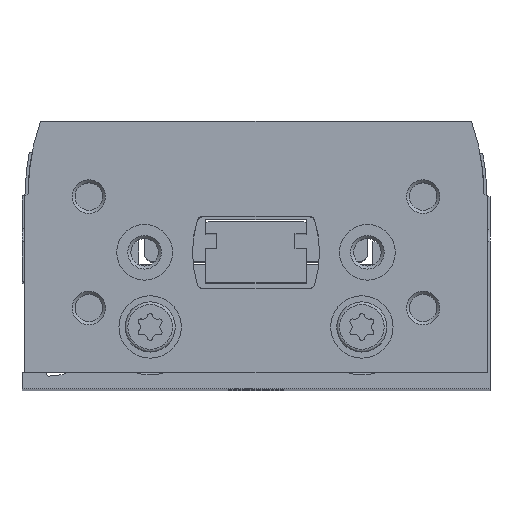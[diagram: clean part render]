
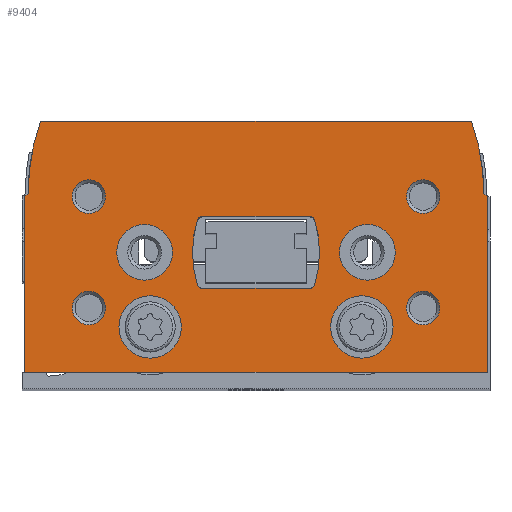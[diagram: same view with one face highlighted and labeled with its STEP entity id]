
A CAD part, top view. The second image highlights one B-rep face of the part: STEP entity #9404.
In plain terms, the highlighted planar face has unit normal (0, 0, 1).
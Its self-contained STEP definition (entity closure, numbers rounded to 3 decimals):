
#426=LINE('',#14681,#936);
#431=LINE('',#14691,#941);
#449=LINE('',#14737,#959);
#455=LINE('',#14749,#965);
#469=LINE('',#14822,#979);
#471=LINE('',#14825,#981);
#472=LINE('',#14855,#982);
#473=LINE('',#14875,#983);
#936=VECTOR('',#12042,1000.);
#941=VECTOR('',#12049,1000.);
#959=VECTOR('',#12085,1000.);
#965=VECTOR('',#12095,1000.);
#979=VECTOR('',#12151,1000.);
#981=VECTOR('',#12155,1000.);
#982=VECTOR('',#12186,1000.);
#983=VECTOR('',#12207,1000.);
#1253=PLANE('',#10239);
#2491=ORIENTED_EDGE('',*,*,#4155,.F.);
#2492=ORIENTED_EDGE('',*,*,#4156,.F.);
#2493=ORIENTED_EDGE('',*,*,#4157,.F.);
#2494=ORIENTED_EDGE('',*,*,#4158,.F.);
#2495=ORIENTED_EDGE('',*,*,#4159,.T.);
#2496=ORIENTED_EDGE('',*,*,#4160,.T.);
#2497=ORIENTED_EDGE('',*,*,#4161,.T.);
#2498=ORIENTED_EDGE('',*,*,#4162,.T.);
#2499=ORIENTED_EDGE('',*,*,#4118,.F.);
#2500=ORIENTED_EDGE('',*,*,#4137,.F.);
#2501=ORIENTED_EDGE('',*,*,#4130,.F.);
#2502=ORIENTED_EDGE('',*,*,#4127,.F.);
#2503=ORIENTED_EDGE('',*,*,#4163,.F.);
#2504=ORIENTED_EDGE('',*,*,#4164,.F.);
#2505=ORIENTED_EDGE('',*,*,#4165,.F.);
#2506=ORIENTED_EDGE('',*,*,#4121,.F.);
#2507=ORIENTED_EDGE('',*,*,#4105,.T.);
#2508=ORIENTED_EDGE('',*,*,#4099,.T.);
#2509=ORIENTED_EDGE('',*,*,#4139,.T.);
#2510=ORIENTED_EDGE('',*,*,#4070,.T.);
#2511=ORIENTED_EDGE('',*,*,#4075,.T.);
#2512=ORIENTED_EDGE('',*,*,#4079,.T.);
#2513=ORIENTED_EDGE('',*,*,#4154,.T.);
#2514=ORIENTED_EDGE('',*,*,#4111,.T.);
#4070=EDGE_CURVE('',#5011,#5010,#426,.T.);
#4075=EDGE_CURVE('',#5010,#5014,#431,.T.);
#4079=EDGE_CURVE('',#5014,#5016,#5626,.T.);
#4099=EDGE_CURVE('',#5031,#5033,#449,.T.);
#4105=EDGE_CURVE('',#5037,#5031,#455,.T.);
#4111=EDGE_CURVE('',#5042,#5037,#5632,.T.);
#4118=EDGE_CURVE('',#5046,#5047,#5635,.T.);
#4121=EDGE_CURVE('',#5047,#5048,#5636,.T.);
#4127=EDGE_CURVE('',#5052,#5053,#5639,.T.);
#4130=EDGE_CURVE('',#5053,#5055,#5640,.T.);
#4137=EDGE_CURVE('',#5055,#5046,#469,.T.);
#4139=EDGE_CURVE('',#5033,#5011,#471,.T.);
#4154=EDGE_CURVE('',#5016,#5042,#472,.T.);
#4155=EDGE_CURVE('',#5074,#5074,#5659,.T.);
#4156=EDGE_CURVE('',#5075,#5075,#5660,.T.);
#4157=EDGE_CURVE('',#5076,#5076,#5661,.T.);
#4158=EDGE_CURVE('',#5077,#5077,#5662,.T.);
#4159=EDGE_CURVE('',#5078,#5078,#5663,.T.);
#4160=EDGE_CURVE('',#5079,#5079,#5664,.T.);
#4161=EDGE_CURVE('',#5080,#5080,#5665,.T.);
#4162=EDGE_CURVE('',#5081,#5081,#5666,.T.);
#4163=EDGE_CURVE('',#5082,#5052,#5667,.T.);
#4164=EDGE_CURVE('',#5083,#5082,#473,.T.);
#4165=EDGE_CURVE('',#5048,#5083,#5668,.T.);
#5010=VERTEX_POINT('',#14680);
#5011=VERTEX_POINT('',#14682);
#5014=VERTEX_POINT('',#14690);
#5016=VERTEX_POINT('',#14697);
#5031=VERTEX_POINT('',#14731);
#5033=VERTEX_POINT('',#14736);
#5037=VERTEX_POINT('',#14747);
#5042=VERTEX_POINT('',#14762);
#5046=VERTEX_POINT('',#14776);
#5047=VERTEX_POINT('',#14778);
#5048=VERTEX_POINT('',#14786);
#5052=VERTEX_POINT('',#14799);
#5053=VERTEX_POINT('',#14801);
#5055=VERTEX_POINT('',#14810);
#5074=VERTEX_POINT('',#14858);
#5075=VERTEX_POINT('',#14860);
#5076=VERTEX_POINT('',#14862);
#5077=VERTEX_POINT('',#14864);
#5078=VERTEX_POINT('',#14866);
#5079=VERTEX_POINT('',#14868);
#5080=VERTEX_POINT('',#14870);
#5081=VERTEX_POINT('',#14872);
#5082=VERTEX_POINT('',#14874);
#5083=VERTEX_POINT('',#14876);
#5626=CIRCLE('',#10193,19.5);
#5632=CIRCLE('',#10205,19.5);
#5635=CIRCLE('',#10209,0.5);
#5636=CIRCLE('',#10211,10.);
#5639=CIRCLE('',#10215,10.);
#5640=CIRCLE('',#10217,0.5);
#5659=CIRCLE('',#10240,2.8);
#5660=CIRCLE('',#10241,2.8);
#5661=CIRCLE('',#10242,2.5);
#5662=CIRCLE('',#10243,2.5);
#5663=CIRCLE('',#10244,1.5);
#5664=CIRCLE('',#10245,1.5);
#5665=CIRCLE('',#10246,1.5);
#5666=CIRCLE('',#10247,1.5);
#5667=CIRCLE('',#10248,0.5);
#5668=CIRCLE('',#10249,0.5);
#6264=EDGE_LOOP('',(#2491));
#6265=EDGE_LOOP('',(#2492));
#6266=EDGE_LOOP('',(#2493));
#6267=EDGE_LOOP('',(#2494));
#6268=EDGE_LOOP('',(#2495));
#6269=EDGE_LOOP('',(#2496));
#6270=EDGE_LOOP('',(#2497));
#6271=EDGE_LOOP('',(#2498));
#6272=EDGE_LOOP('',(#2499,#2500,#2501,#2502,#2503,#2504,#2505,#2506));
#6273=EDGE_LOOP('',(#2507,#2508,#2509,#2510,#2511,#2512,#2513,#2514));
#7036=FACE_BOUND('',#6264,.T.);
#7037=FACE_BOUND('',#6265,.T.);
#7038=FACE_BOUND('',#6266,.T.);
#7039=FACE_BOUND('',#6267,.T.);
#7040=FACE_BOUND('',#6268,.T.);
#7041=FACE_BOUND('',#6269,.T.);
#7042=FACE_BOUND('',#6270,.T.);
#7043=FACE_BOUND('',#6271,.T.);
#7044=FACE_BOUND('',#6272,.T.);
#7045=FACE_BOUND('',#6273,.T.);
#9404=ADVANCED_FACE('',(#7036,#7037,#7038,#7039,#7040,#7041,#7042,#7043,
#7044,#7045),#1253,.T.);
#10193=AXIS2_PLACEMENT_3D('',#14698,#12056,#12057);
#10205=AXIS2_PLACEMENT_3D('',#14761,#12106,#12107);
#10209=AXIS2_PLACEMENT_3D('',#14777,#12117,#12118);
#10211=AXIS2_PLACEMENT_3D('',#14785,#12122,#12123);
#10215=AXIS2_PLACEMENT_3D('',#14800,#12132,#12133);
#10217=AXIS2_PLACEMENT_3D('',#14809,#12137,#12138);
#10239=AXIS2_PLACEMENT_3D('',#14856,#12187,#12188);
#10240=AXIS2_PLACEMENT_3D('',#14857,#12189,#12190);
#10241=AXIS2_PLACEMENT_3D('',#14859,#12191,#12192);
#10242=AXIS2_PLACEMENT_3D('',#14861,#12193,#12194);
#10243=AXIS2_PLACEMENT_3D('',#14863,#12195,#12196);
#10244=AXIS2_PLACEMENT_3D('',#14865,#12197,#12198);
#10245=AXIS2_PLACEMENT_3D('',#14867,#12199,#12200);
#10246=AXIS2_PLACEMENT_3D('',#14869,#12201,#12202);
#10247=AXIS2_PLACEMENT_3D('',#14871,#12203,#12204);
#10248=AXIS2_PLACEMENT_3D('',#14873,#12205,#12206);
#10249=AXIS2_PLACEMENT_3D('',#14877,#12208,#12209);
#12042=DIRECTION('',(0.,1.,0.));
#12049=DIRECTION('',(-0.866,0.5,0.));
#12056=DIRECTION('',(0.,0.,1.));
#12057=DIRECTION('',(1.,0.,0.));
#12085=DIRECTION('',(0.,-1.,0.));
#12095=DIRECTION('',(-0.866,-0.5,0.));
#12106=DIRECTION('',(0.,0.,1.));
#12107=DIRECTION('',(1.,0.,0.));
#12117=DIRECTION('',(0.,0.,1.));
#12118=DIRECTION('',(1.,0.,0.));
#12122=DIRECTION('',(0.,0.,1.));
#12123=DIRECTION('',(1.,0.,0.));
#12132=DIRECTION('',(0.,0.,1.));
#12133=DIRECTION('',(1.,0.,0.));
#12137=DIRECTION('',(0.,0.,1.));
#12138=DIRECTION('',(1.,0.,0.));
#12151=DIRECTION('',(-1.,0.,0.));
#12155=DIRECTION('',(1.,0.,0.));
#12186=DIRECTION('',(-1.,0.,0.));
#12187=DIRECTION('',(0.,0.,1.));
#12188=DIRECTION('',(1.,0.,0.));
#12189=DIRECTION('',(0.,0.,1.));
#12190=DIRECTION('',(1.,0.,0.));
#12191=DIRECTION('',(0.,0.,1.));
#12192=DIRECTION('',(1.,0.,0.));
#12193=DIRECTION('',(0.,0.,1.));
#12194=DIRECTION('',(1.,0.,0.));
#12195=DIRECTION('',(0.,0.,1.));
#12196=DIRECTION('',(1.,0.,0.));
#12197=DIRECTION('',(0.,0.,-1.));
#12198=DIRECTION('',(-1.,0.,0.));
#12199=DIRECTION('',(0.,0.,-1.));
#12200=DIRECTION('',(-1.,0.,0.));
#12201=DIRECTION('',(0.,0.,-1.));
#12202=DIRECTION('',(-1.,0.,0.));
#12203=DIRECTION('',(0.,0.,-1.));
#12204=DIRECTION('',(-1.,0.,0.));
#12205=DIRECTION('',(0.,0.,1.));
#12206=DIRECTION('',(1.,0.,0.));
#12207=DIRECTION('',(1.,0.,0.));
#12208=DIRECTION('',(0.,0.,1.));
#12209=DIRECTION('',(1.,0.,0.));
#14680=CARTESIAN_POINT('',(20.75,15.827,0.));
#14681=CARTESIAN_POINT('',(20.75,0.,0.));
#14682=CARTESIAN_POINT('',(20.75,0.,0.));
#14690=CARTESIAN_POINT('',(20.45,16.,0.));
#14691=CARTESIAN_POINT('',(20.75,15.827,0.));
#14697=CARTESIAN_POINT('',(19.335,22.5,0.));
#14698=CARTESIAN_POINT('',(0.95,16.,0.));
#14731=CARTESIAN_POINT('',(-20.75,15.827,0.));
#14736=CARTESIAN_POINT('',(-20.75,0.,0.));
#14737=CARTESIAN_POINT('',(-20.75,15.827,0.));
#14747=CARTESIAN_POINT('',(-20.45,16.,0.));
#14749=CARTESIAN_POINT('',(-20.45,16.,0.));
#14761=CARTESIAN_POINT('',(-0.95,16.,0.));
#14762=CARTESIAN_POINT('',(-19.335,22.5,0.));
#14776=CARTESIAN_POINT('',(-4.793,14.,0.));
#14777=CARTESIAN_POINT('',(-4.793,13.5,0.));
#14778=CARTESIAN_POINT('',(-5.272,13.645,0.));
#14785=CARTESIAN_POINT('',(4.3,10.75,0.));
#14786=CARTESIAN_POINT('',(-5.272,7.855,0.));
#14799=CARTESIAN_POINT('',(5.272,7.855,0.));
#14800=CARTESIAN_POINT('',(-4.3,10.75,0.));
#14801=CARTESIAN_POINT('',(5.272,13.645,0.));
#14809=CARTESIAN_POINT('',(4.793,13.5,0.));
#14810=CARTESIAN_POINT('',(4.793,14.,0.));
#14822=CARTESIAN_POINT('',(4.793,14.,0.));
#14825=CARTESIAN_POINT('',(-20.75,0.,0.));
#14855=CARTESIAN_POINT('',(19.335,22.5,0.));
#14856=CARTESIAN_POINT('',(0.95,16.,0.));
#14857=CARTESIAN_POINT('',(-9.5,4.05,0.));
#14858=CARTESIAN_POINT('',(-6.7,4.05,0.));
#14859=CARTESIAN_POINT('',(9.5,4.05,0.));
#14860=CARTESIAN_POINT('',(12.3,4.05,0.));
#14861=CARTESIAN_POINT('',(-10.,10.75,0.));
#14862=CARTESIAN_POINT('',(-7.5,10.75,0.));
#14863=CARTESIAN_POINT('',(10.,10.75,0.));
#14864=CARTESIAN_POINT('',(12.5,10.75,0.));
#14865=CARTESIAN_POINT('',(15.,5.75,0.));
#14866=CARTESIAN_POINT('',(13.5,5.75,0.));
#14867=CARTESIAN_POINT('',(-15.,5.75,0.));
#14868=CARTESIAN_POINT('',(-16.5,5.75,0.));
#14869=CARTESIAN_POINT('',(-15.,15.75,0.));
#14870=CARTESIAN_POINT('',(-16.5,15.75,0.));
#14871=CARTESIAN_POINT('',(15.,15.75,0.));
#14872=CARTESIAN_POINT('',(13.5,15.75,0.));
#14873=CARTESIAN_POINT('',(4.793,8.,0.));
#14874=CARTESIAN_POINT('',(4.793,7.5,0.));
#14875=CARTESIAN_POINT('',(-4.793,7.5,0.));
#14876=CARTESIAN_POINT('',(-4.793,7.5,0.));
#14877=CARTESIAN_POINT('',(-4.793,8.,0.));
